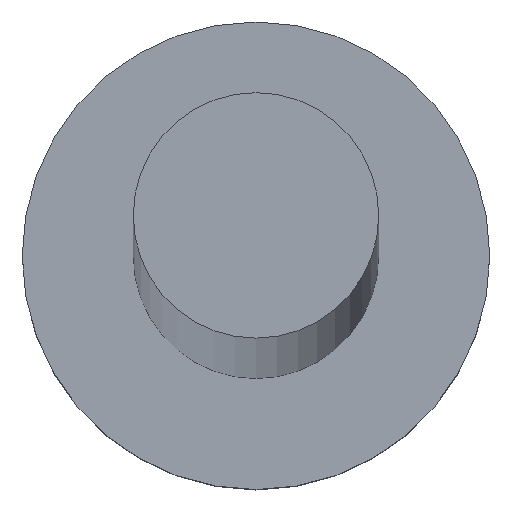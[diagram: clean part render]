
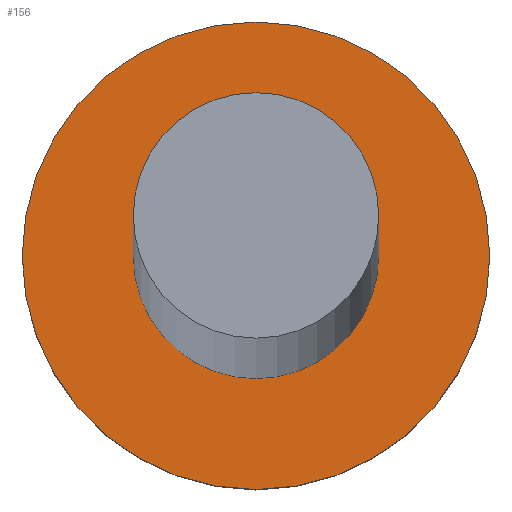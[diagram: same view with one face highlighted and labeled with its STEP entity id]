
A CAD part, top view. The second image highlights one B-rep face of the part: STEP entity #156.
In plain terms, the highlighted planar face has unit normal (0, 0, 1).
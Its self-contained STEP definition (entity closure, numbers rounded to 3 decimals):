
#20 = DIRECTION ( 'NONE',  ( 1., 0., 0. ) ) ;
#26 = DIRECTION ( 'NONE',  ( 1., 0., 0. ) ) ;
#29 = EDGE_CURVE ( 'NONE', #55, #174, #101, .T. ) ;
#34 = CARTESIAN_POINT ( 'NONE',  ( -4., 0., 4. ) ) ;
#39 = DIRECTION ( 'NONE',  ( 0., 0., 1. ) ) ;
#54 = EDGE_CURVE ( 'NONE', #95, #96, #188, .T. ) ;
#55 = VERTEX_POINT ( 'NONE', #69 ) ;
#59 = AXIS2_PLACEMENT_3D ( 'NONE', #164, #234, #180 ) ;
#68 = CARTESIAN_POINT ( 'NONE',  ( -2.1, 0., 4. ) ) ;
#69 = CARTESIAN_POINT ( 'NONE',  ( 2.1, 0., 4. ) ) ;
#70 = CARTESIAN_POINT ( 'NONE',  ( 0., 0., 4. ) ) ;
#80 = AXIS2_PLACEMENT_3D ( 'NONE', #151, #135, #208 ) ;
#82 = CIRCLE ( 'NONE', #59, 2.1 ) ;
#86 = AXIS2_PLACEMENT_3D ( 'NONE', #88, #165, #235 ) ;
#88 = CARTESIAN_POINT ( 'NONE',  ( 0., 0., 4. ) ) ;
#95 = VERTEX_POINT ( 'NONE', #210 ) ;
#96 = VERTEX_POINT ( 'NONE', #34 ) ;
#98 = EDGE_LOOP ( 'NONE', ( #134, #114 ) ) ;
#101 = CIRCLE ( 'NONE', #80, 2.1 ) ;
#103 = CARTESIAN_POINT ( 'NONE',  ( 0., 0., 4. ) ) ;
#109 = CIRCLE ( 'NONE', #195, 4. ) ;
#111 = AXIS2_PLACEMENT_3D ( 'NONE', #103, #39, #20 ) ;
#114 = ORIENTED_EDGE ( 'NONE', *, *, #29, .F. ) ;
#134 = ORIENTED_EDGE ( 'NONE', *, *, #139, .F. ) ;
#135 = DIRECTION ( 'NONE',  ( 0., 0., 1. ) ) ;
#139 = EDGE_CURVE ( 'NONE', #174, #55, #82, .T. ) ;
#141 = PLANE ( 'NONE',  #86 ) ;
#151 = CARTESIAN_POINT ( 'NONE',  ( 0., 0., 4. ) ) ;
#154 = ORIENTED_EDGE ( 'NONE', *, *, #54, .T. ) ;
#156 = ADVANCED_FACE ( 'NONE', ( #253, #199 ), #141, .T. ) ;
#164 = CARTESIAN_POINT ( 'NONE',  ( 0., 0., 4. ) ) ;
#165 = DIRECTION ( 'NONE',  ( 0., 0., 1. ) ) ;
#174 = VERTEX_POINT ( 'NONE', #68 ) ;
#180 = DIRECTION ( 'NONE',  ( 1., 0., 0. ) ) ;
#185 = DIRECTION ( 'NONE',  ( 0., 0., 1. ) ) ;
#188 = CIRCLE ( 'NONE', #111, 4. ) ;
#191 = EDGE_LOOP ( 'NONE', ( #245, #154 ) ) ;
#195 = AXIS2_PLACEMENT_3D ( 'NONE', #70, #185, #26 ) ;
#199 = FACE_OUTER_BOUND ( 'NONE', #191, .T. ) ;
#208 = DIRECTION ( 'NONE',  ( 1., 0., 0. ) ) ;
#210 = CARTESIAN_POINT ( 'NONE',  ( 4., 0., 4. ) ) ;
#212 = EDGE_CURVE ( 'NONE', #96, #95, #109, .T. ) ;
#234 = DIRECTION ( 'NONE',  ( 0., 0., 1. ) ) ;
#235 = DIRECTION ( 'NONE',  ( 1., 0., 0. ) ) ;
#245 = ORIENTED_EDGE ( 'NONE', *, *, #212, .T. ) ;
#253 = FACE_BOUND ( 'NONE', #98, .T. ) ;
